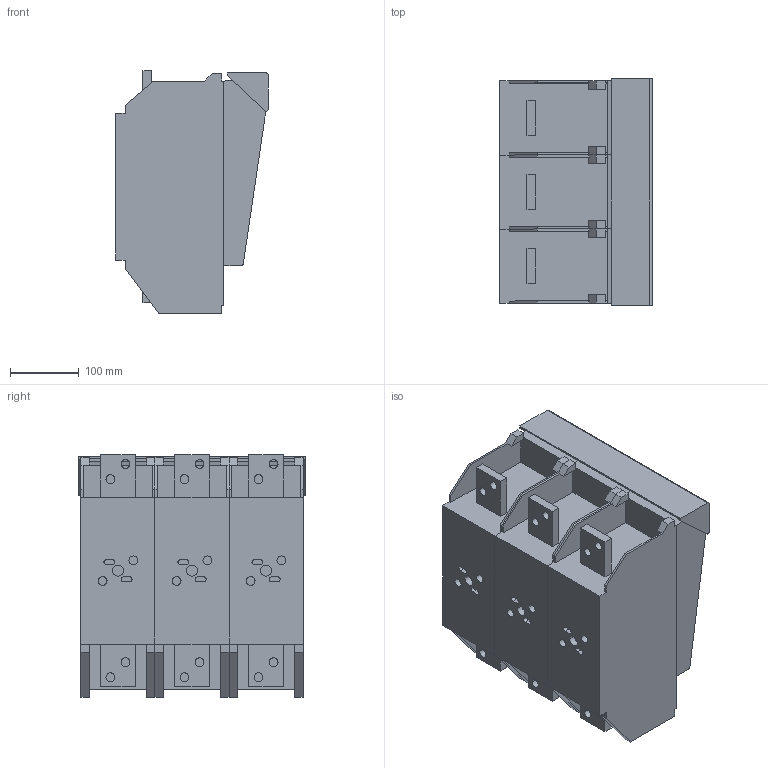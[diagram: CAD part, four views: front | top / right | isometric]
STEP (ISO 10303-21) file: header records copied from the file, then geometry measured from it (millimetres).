
FILE_DESCRIPTION(('CATIA V5 STEP'),'2;1');
FILE_NAME('T4911001_98_NH_Sicherungslasttrenner_IGES_Version.stp','2011-05-27T13:38:59+00:00',('none'),('Jean Müller GmbH'),'CATIA Version 5 Release 19 SP 7 (IN-10)','CATIA V5 STEP AP214','none');
FILE_SCHEMA(('AUTOMOTIVE_DESIGN { 1 0 10303 214 1 1 1 1 }'));
Length unit declared in the file: millimetre
Products named in the file (1): T4911001_98_NH_Sicherungslasttrenner_IGES_Version
Bounding box: 223 x 331 x 354.5 mm (x, y, z)
Volume: 10888449.3 mm3; surface area: 1304209.5 mm2
Topology: 13 solids, 13 shells, 328 faces, 841 edges, 586 vertices
Faces by surface type: plane 242, cylinder 86
Entity records: 9492 total; most frequent: ORIENTED_EDGE 1682, CARTESIAN_POINT 1625, DIRECTION 1235, EDGE_CURVE 841, VECTOR 669, LINE 669, VERTEX_POINT 554, EDGE_LOOP 397
